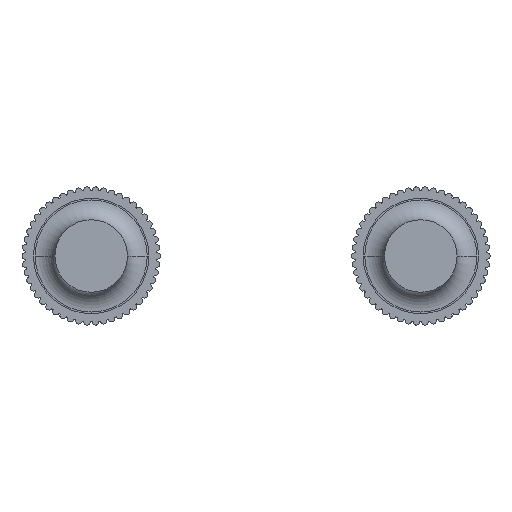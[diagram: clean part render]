
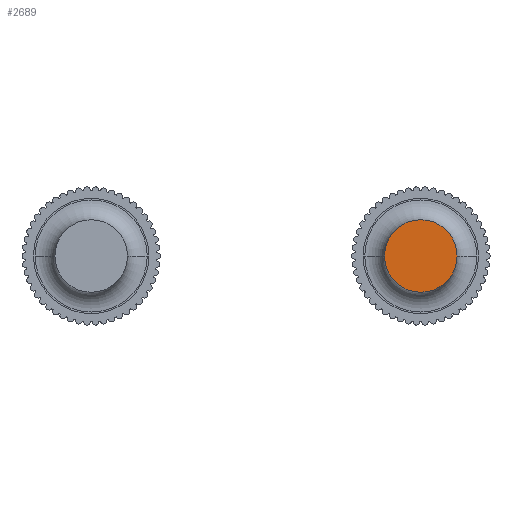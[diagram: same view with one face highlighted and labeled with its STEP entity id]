
A CAD part, front view. The second image highlights one B-rep face of the part: STEP entity #2689.
In plain terms, the highlighted face is planar.
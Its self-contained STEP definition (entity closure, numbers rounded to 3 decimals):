
#571=CARTESIAN_POINT('',(25.2,0.,0.));
#572=DIRECTION('',(-1.,0.,0.));
#573=DIRECTION('',(0.,1.,0.));
#574=AXIS2_PLACEMENT_3D('',#571,#572,#573);
#662=CARTESIAN_POINT('',(25.2,0.,0.));
#663=DIRECTION('',(1.,0.,0.));
#664=DIRECTION('',(0.,1.,0.));
#665=AXIS2_PLACEMENT_3D('',#662,#663,#664);
#2242=CARTESIAN_POINT('',(25.2,1.1,0.));
#2243=CARTESIAN_POINT('',(25.2,-1.1,0.));
#2244=VERTEX_POINT('',#2242);
#2245=VERTEX_POINT('',#2243);
#2678=CARTESIAN_POINT('',(25.2,0.,0.));
#2679=DIRECTION('',(1.,0.,0.));
#2680=DIRECTION('',(0.,-1.,0.));
#2681=AXIS2_PLACEMENT_3D('',#2678,#2679,#2680);
#2682=PLANE('',#2681);
#2684=ORIENTED_EDGE('',*,*,#2683,.T.);
#2686=ORIENTED_EDGE('',*,*,#2685,.F.);
#2687=EDGE_LOOP('',(#2684,#2686));
#2688=FACE_OUTER_BOUND('',#2687,.F.);
#575=CIRCLE('',#574,1.1);
#666=CIRCLE('',#665,1.1);
#2683=EDGE_CURVE('',#2244,#2245,#575,.T.);
#2685=EDGE_CURVE('',#2244,#2245,#666,.T.);
#2689=ADVANCED_FACE('',(#2688),#2682,.T.);
